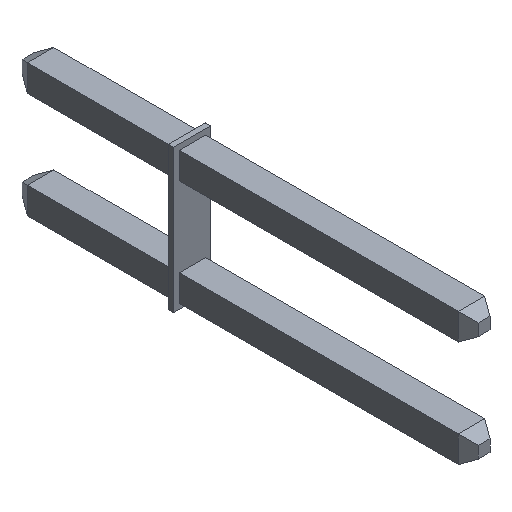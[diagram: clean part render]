
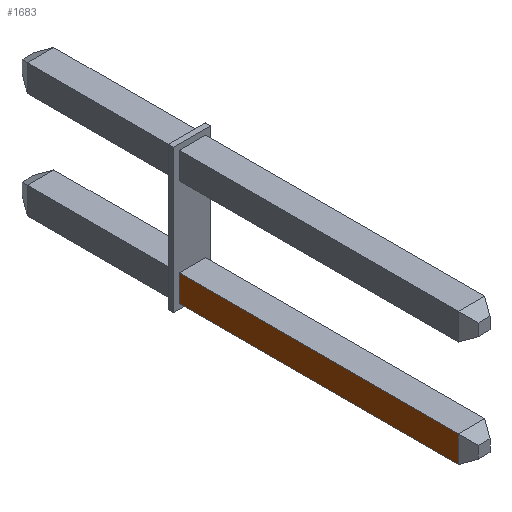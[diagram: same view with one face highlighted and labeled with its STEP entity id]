
A CAD part, isometric view. The second image highlights one B-rep face of the part: STEP entity #1683.
In plain terms, the highlighted planar face has unit normal (-1, 0, 0).
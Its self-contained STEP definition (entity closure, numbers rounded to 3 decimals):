
#880 = VERTEX_POINT('',#881);
#881 = CARTESIAN_POINT('',(211.616,295.148,
    346.121));
#900 = PLANE('',#901);
#901 = AXIS2_PLACEMENT_3D('',#902,#903,#904);
#902 = CARTESIAN_POINT('',(196.192,317.856,
    346.121));
#903 = DIRECTION('',(0.,0.,1.));
#904 = DIRECTION('',(1.,0.,0.));
#925 = PLANE('',#926);
#926 = AXIS2_PLACEMENT_3D('',#927,#928,#929);
#927 = CARTESIAN_POINT('',(203.896,308.518,
    330.062));
#928 = DIRECTION('',(-0.866,-0.5,0.));
#929 = DIRECTION('',(-0.5,0.866,0.));
#1015 = VERTEX_POINT('',#1016);
#1016 = CARTESIAN_POINT('',(211.616,295.148,
    345.486));
#1048 = PLANE('',#1049);
#1049 = AXIS2_PLACEMENT_3D('',#1050,#1051,#1052);
#1050 = CARTESIAN_POINT('',(196.192,317.856,
    345.486));
#1051 = DIRECTION('',(0.,0.,-1.));
#1052 = DIRECTION('',(-1.,0.,0.));
#1190 = PLANE('',#1191);
#1191 = AXIS2_PLACEMENT_3D('',#1192,#1193,#1194);
#1192 = CARTESIAN_POINT('',(196.04,301.828,
    329.656));
#1193 = DIRECTION('',(0.,-1.,0.));
#1194 = DIRECTION('',(1.,0.,0.));
#1223 = EDGE_CURVE('',#1015,#1224,#1226,.T.);
#1224 = VERTEX_POINT('',#1225);
#1225 = CARTESIAN_POINT('',(211.616,301.828,
    345.486));
#1226 = SURFACE_CURVE('',#1227,(#1230,#1236),.PCURVE_S1.);
#1227 = B_SPLINE_CURVE_WITH_KNOTS('',1,(#1228,#1229),.UNSPECIFIED.,.F.,
  .F.,(2,2),(0.,0.263),.PIECEWISE_BEZIER_KNOTS.);
#1228 = CARTESIAN_POINT('',(211.616,295.148,
    345.486));
#1229 = CARTESIAN_POINT('',(211.616,301.828,
    345.486));
#1230 = PCURVE('',#1048,#1231);
#1231 = DEFINITIONAL_REPRESENTATION('',(#1232),#1235);
#1232 = B_SPLINE_CURVE_WITH_KNOTS('',1,(#1233,#1234),.UNSPECIFIED.,.F.,
  .F.,(2,2),(0.,0.263),.PIECEWISE_BEZIER_KNOTS.);
#1233 = CARTESIAN_POINT('',(-15.424,-22.708));
#1234 = CARTESIAN_POINT('',(-15.424,-16.028));
#1235 = ( GEOMETRIC_REPRESENTATION_CONTEXT(2) 
PARAMETRIC_REPRESENTATION_CONTEXT() REPRESENTATION_CONTEXT('2D SPACE',''
  ) );
#1236 = PCURVE('',#1237,#1242);
#1237 = PLANE('',#1238);
#1238 = AXIS2_PLACEMENT_3D('',#1239,#1240,#1241);
#1239 = CARTESIAN_POINT('',(211.616,317.856,
    330.062));
#1240 = DIRECTION('',(-1.,0.,0.));
#1241 = DIRECTION('',(0.,0.,-1.));
#1242 = DEFINITIONAL_REPRESENTATION('',(#1243),#1246);
#1243 = B_SPLINE_CURVE_WITH_KNOTS('',1,(#1244,#1245),.UNSPECIFIED.,.F.,
  .F.,(2,2),(0.,0.263),.PIECEWISE_BEZIER_KNOTS.);
#1244 = CARTESIAN_POINT('',(-15.424,22.708));
#1245 = CARTESIAN_POINT('',(-15.424,16.028));
#1246 = ( GEOMETRIC_REPRESENTATION_CONTEXT(2) 
PARAMETRIC_REPRESENTATION_CONTEXT() REPRESENTATION_CONTEXT('2D SPACE',''
  ) );
#1313 = EDGE_CURVE('',#880,#1015,#1314,.T.);
#1314 = SURFACE_CURVE('',#1315,(#1318,#1324),.PCURVE_S1.);
#1315 = B_SPLINE_CURVE_WITH_KNOTS('',1,(#1316,#1317),.UNSPECIFIED.,.F.,
  .F.,(2,2),(-0.025,0.),.PIECEWISE_BEZIER_KNOTS.);
#1316 = CARTESIAN_POINT('',(211.616,295.148,
    346.121));
#1317 = CARTESIAN_POINT('',(211.616,295.148,
    345.486));
#1318 = PCURVE('',#925,#1319);
#1319 = DEFINITIONAL_REPRESENTATION('',(#1320),#1323);
#1320 = B_SPLINE_CURVE_WITH_KNOTS('',1,(#1321,#1322),.UNSPECIFIED.,.F.,
  .F.,(2,2),(-0.025,0.),.PIECEWISE_BEZIER_KNOTS.);
#1321 = CARTESIAN_POINT('',(-15.439,-16.059));
#1322 = CARTESIAN_POINT('',(-15.439,-15.424));
#1323 = ( GEOMETRIC_REPRESENTATION_CONTEXT(2) 
PARAMETRIC_REPRESENTATION_CONTEXT() REPRESENTATION_CONTEXT('2D SPACE',''
  ) );
#1324 = PCURVE('',#1237,#1325);
#1325 = DEFINITIONAL_REPRESENTATION('',(#1326),#1329);
#1326 = B_SPLINE_CURVE_WITH_KNOTS('',1,(#1327,#1328),.UNSPECIFIED.,.F.,
  .F.,(2,2),(-0.025,0.),.PIECEWISE_BEZIER_KNOTS.);
#1327 = CARTESIAN_POINT('',(-16.059,22.708));
#1328 = CARTESIAN_POINT('',(-15.424,22.708));
#1329 = ( GEOMETRIC_REPRESENTATION_CONTEXT(2) 
PARAMETRIC_REPRESENTATION_CONTEXT() REPRESENTATION_CONTEXT('2D SPACE',''
  ) );
#1683 = ADVANCED_FACE('',(#1684),#1237,.T.);
#1684 = FACE_BOUND('',#1685,.T.);
#1685 = EDGE_LOOP('',(#1686,#1706,#1724,#1725));
#1686 = ORIENTED_EDGE('',*,*,#1687,.F.);
#1687 = EDGE_CURVE('',#1688,#880,#1690,.T.);
#1688 = VERTEX_POINT('',#1689);
#1689 = CARTESIAN_POINT('',(211.616,301.828,
    346.121));
#1690 = SURFACE_CURVE('',#1691,(#1694,#1700),.PCURVE_S1.);
#1691 = B_SPLINE_CURVE_WITH_KNOTS('',1,(#1692,#1693),.UNSPECIFIED.,.F.,
  .F.,(2,2),(-0.263,0.),.PIECEWISE_BEZIER_KNOTS.);
#1692 = CARTESIAN_POINT('',(211.616,301.828,
    346.121));
#1693 = CARTESIAN_POINT('',(211.616,295.148,
    346.121));
#1694 = PCURVE('',#1237,#1695);
#1695 = DEFINITIONAL_REPRESENTATION('',(#1696),#1699);
#1696 = B_SPLINE_CURVE_WITH_KNOTS('',1,(#1697,#1698),.UNSPECIFIED.,.F.,
  .F.,(2,2),(-0.263,0.),.PIECEWISE_BEZIER_KNOTS.);
#1697 = CARTESIAN_POINT('',(-16.059,16.028));
#1698 = CARTESIAN_POINT('',(-16.059,22.708));
#1699 = ( GEOMETRIC_REPRESENTATION_CONTEXT(2) 
PARAMETRIC_REPRESENTATION_CONTEXT() REPRESENTATION_CONTEXT('2D SPACE',''
  ) );
#1700 = PCURVE('',#900,#1701);
#1701 = DEFINITIONAL_REPRESENTATION('',(#1702),#1705);
#1702 = B_SPLINE_CURVE_WITH_KNOTS('',1,(#1703,#1704),.UNSPECIFIED.,.F.,
  .F.,(2,2),(-0.263,0.),.PIECEWISE_BEZIER_KNOTS.);
#1703 = CARTESIAN_POINT('',(15.424,-16.028));
#1704 = CARTESIAN_POINT('',(15.424,-22.708));
#1705 = ( GEOMETRIC_REPRESENTATION_CONTEXT(2) 
PARAMETRIC_REPRESENTATION_CONTEXT() REPRESENTATION_CONTEXT('2D SPACE',''
  ) );
#1706 = ORIENTED_EDGE('',*,*,#1707,.F.);
#1707 = EDGE_CURVE('',#1224,#1688,#1708,.T.);
#1708 = SURFACE_CURVE('',#1709,(#1712,#1718),.PCURVE_S1.);
#1709 = B_SPLINE_CURVE_WITH_KNOTS('',1,(#1710,#1711),.UNSPECIFIED.,.F.,
  .F.,(2,2),(-0.025,0.),.PIECEWISE_BEZIER_KNOTS.);
#1710 = CARTESIAN_POINT('',(211.616,301.828,
    345.486));
#1711 = CARTESIAN_POINT('',(211.616,301.828,
    346.121));
#1712 = PCURVE('',#1237,#1713);
#1713 = DEFINITIONAL_REPRESENTATION('',(#1714),#1717);
#1714 = B_SPLINE_CURVE_WITH_KNOTS('',1,(#1715,#1716),.UNSPECIFIED.,.F.,
  .F.,(2,2),(-0.025,0.),.PIECEWISE_BEZIER_KNOTS.);
#1715 = CARTESIAN_POINT('',(-15.424,16.028));
#1716 = CARTESIAN_POINT('',(-16.059,16.028));
#1717 = ( GEOMETRIC_REPRESENTATION_CONTEXT(2) 
PARAMETRIC_REPRESENTATION_CONTEXT() REPRESENTATION_CONTEXT('2D SPACE',''
  ) );
#1718 = PCURVE('',#1190,#1719);
#1719 = DEFINITIONAL_REPRESENTATION('',(#1720),#1723);
#1720 = B_SPLINE_CURVE_WITH_KNOTS('',1,(#1721,#1722),.UNSPECIFIED.,.F.,
  .F.,(2,2),(-0.025,0.),.PIECEWISE_BEZIER_KNOTS.);
#1721 = CARTESIAN_POINT('',(15.576,15.83));
#1722 = CARTESIAN_POINT('',(15.576,16.465));
#1723 = ( GEOMETRIC_REPRESENTATION_CONTEXT(2) 
PARAMETRIC_REPRESENTATION_CONTEXT() REPRESENTATION_CONTEXT('2D SPACE',''
  ) );
#1724 = ORIENTED_EDGE('',*,*,#1223,.F.);
#1725 = ORIENTED_EDGE('',*,*,#1313,.F.);
